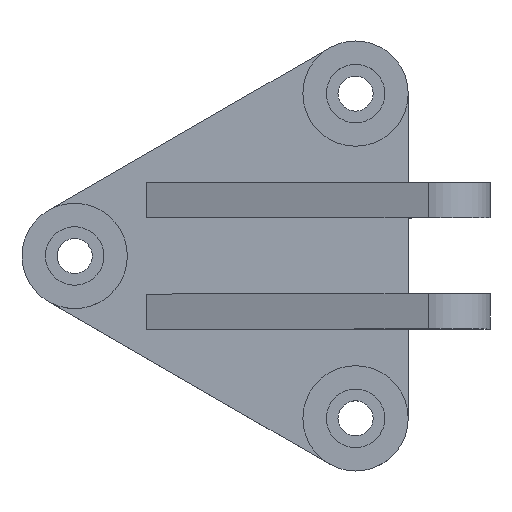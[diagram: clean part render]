
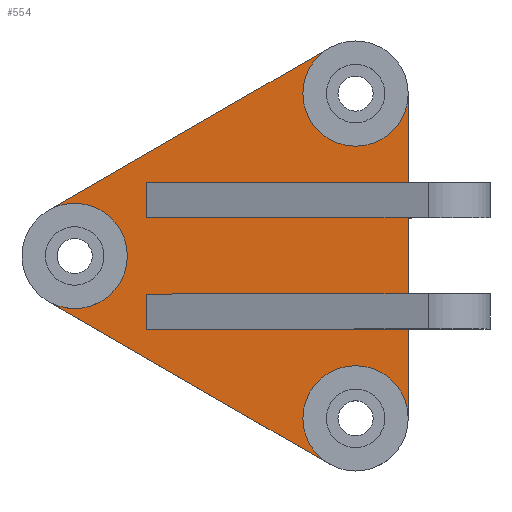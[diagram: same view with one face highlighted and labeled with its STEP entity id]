
A CAD part, top view. The second image highlights one B-rep face of the part: STEP entity #554.
In plain terms, the highlighted planar face has unit normal (0, 0, 1).
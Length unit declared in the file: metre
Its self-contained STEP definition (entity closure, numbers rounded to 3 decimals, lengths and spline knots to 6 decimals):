
#16=LINE('',#863,#56);
#18=LINE('',#867,#58);
#22=LINE('',#876,#62);
#23=LINE('',#879,#63);
#24=LINE('',#881,#64);
#25=LINE('',#883,#65);
#26=LINE('',#885,#66);
#27=LINE('',#888,#67);
#28=LINE('',#892,#68);
#29=LINE('',#895,#69);
#30=LINE('',#897,#70);
#56=VECTOR('',#689,1.);
#58=VECTOR('',#693,1.);
#62=VECTOR('',#699,1.);
#63=VECTOR('',#700,1.);
#64=VECTOR('',#701,1.);
#65=VECTOR('',#702,1.);
#66=VECTOR('',#703,1.);
#67=VECTOR('',#706,1.);
#68=VECTOR('',#709,1.);
#69=VECTOR('',#712,1.);
#70=VECTOR('',#713,1.);
#96=PLANE('',#609);
#129=ORIENTED_EDGE('',*,*,#271,.F.);
#130=ORIENTED_EDGE('',*,*,#272,.F.);
#131=ORIENTED_EDGE('',*,*,#273,.F.);
#132=ORIENTED_EDGE('',*,*,#274,.T.);
#133=ORIENTED_EDGE('',*,*,#275,.T.);
#134=ORIENTED_EDGE('',*,*,#267,.F.);
#135=ORIENTED_EDGE('',*,*,#276,.T.);
#136=ORIENTED_EDGE('',*,*,#277,.F.);
#137=ORIENTED_EDGE('',*,*,#278,.T.);
#138=ORIENTED_EDGE('',*,*,#279,.T.);
#139=ORIENTED_EDGE('',*,*,#280,.F.);
#140=ORIENTED_EDGE('',*,*,#265,.F.);
#141=ORIENTED_EDGE('',*,*,#281,.T.);
#142=ORIENTED_EDGE('',*,*,#282,.F.);
#265=EDGE_CURVE('',#336,#337,#16,.T.);
#267=EDGE_CURVE('',#338,#339,#18,.T.);
#271=EDGE_CURVE('',#342,#343,#22,.T.);
#272=EDGE_CURVE('',#344,#342,#23,.T.);
#273=EDGE_CURVE('',#345,#344,#24,.T.);
#274=EDGE_CURVE('',#345,#346,#25,.T.);
#275=EDGE_CURVE('',#346,#339,#26,.T.);
#276=EDGE_CURVE('',#338,#347,#387,.F.);
#277=EDGE_CURVE('',#348,#347,#27,.T.);
#278=EDGE_CURVE('',#348,#349,#388,.F.);
#279=EDGE_CURVE('',#349,#350,#28,.T.);
#280=EDGE_CURVE('',#337,#350,#389,.T.);
#281=EDGE_CURVE('',#336,#351,#29,.T.);
#282=EDGE_CURVE('',#343,#351,#30,.T.);
#336=VERTEX_POINT('',#862);
#337=VERTEX_POINT('',#864);
#338=VERTEX_POINT('',#868);
#339=VERTEX_POINT('',#869);
#342=VERTEX_POINT('',#877);
#343=VERTEX_POINT('',#878);
#344=VERTEX_POINT('',#880);
#345=VERTEX_POINT('',#882);
#346=VERTEX_POINT('',#884);
#347=VERTEX_POINT('',#887);
#348=VERTEX_POINT('',#889);
#349=VERTEX_POINT('',#891);
#350=VERTEX_POINT('',#893);
#351=VERTEX_POINT('',#896);
#387=CIRCLE('',#610,0.018);
#388=CIRCLE('',#611,0.018);
#389=CIRCLE('',#612,0.018);
#420=EDGE_LOOP('',(#129,#130,#131,#132,#133,#134,#135,#136,#137,#138,#139,
#140,#141,#142));
#482=FACE_BOUND('',#420,.T.);
#554=ADVANCED_FACE('',(#482),#96,.T.);
#609=AXIS2_PLACEMENT_3D('',#875,#697,#698);
#610=AXIS2_PLACEMENT_3D('',#886,#704,#705);
#611=AXIS2_PLACEMENT_3D('',#890,#707,#708);
#612=AXIS2_PLACEMENT_3D('',#894,#710,#711);
#689=DIRECTION('',(0.,-1.,0.));
#693=DIRECTION('',(0.,-1.,0.));
#697=DIRECTION('',(0.,0.,1.));
#698=DIRECTION('',(1.,0.,0.));
#699=DIRECTION('',(-1.,0.,0.));
#700=DIRECTION('',(0.,-1.,0.));
#701=DIRECTION('',(1.,0.,0.));
#702=DIRECTION('',(0.,1.,0.));
#703=DIRECTION('',(1.,0.,0.));
#704=DIRECTION('',(0.,0.,1.));
#705=DIRECTION('',(1.,0.,0.));
#706=DIRECTION('',(0.866,0.501,0.));
#707=DIRECTION('',(0.,0.,1.));
#708=DIRECTION('',(1.,0.,0.));
#709=DIRECTION('',(0.866,-0.501,0.));
#710=DIRECTION('',(0.,0.,1.));
#711=DIRECTION('',(1.,0.,0.));
#712=DIRECTION('',(-1.,0.,0.));
#713=DIRECTION('',(0.,-1.,0.));
#862=CARTESIAN_POINT('',(0.114,-0.025,0.012));
#863=CARTESIAN_POINT('',(0.114,-0.02775,0.012));
#864=CARTESIAN_POINT('',(0.114,-0.0555,0.012));
#867=CARTESIAN_POINT('',(0.114,-0.02775,0.012));
#868=CARTESIAN_POINT('',(0.114,0.0555,0.012));
#869=CARTESIAN_POINT('',(0.114,0.025,0.012));
#875=CARTESIAN_POINT('',(0.048,0.,0.012));
#876=CARTESIAN_POINT('',(0.048,-0.013,0.012));
#877=CARTESIAN_POINT('',(0.114,-0.013,0.012));
#878=CARTESIAN_POINT('',(0.024579,-0.013,0.012));
#879=CARTESIAN_POINT('',(0.114,-0.02775,0.012));
#880=CARTESIAN_POINT('',(0.114,0.013,0.012));
#881=CARTESIAN_POINT('',(0.048,0.013,0.012));
#882=CARTESIAN_POINT('',(0.024579,0.013,0.012));
#883=CARTESIAN_POINT('',(0.024579,0.,0.012));
#884=CARTESIAN_POINT('',(0.024579,0.025,0.012));
#885=CARTESIAN_POINT('',(0.048,0.025,0.012));
#886=CARTESIAN_POINT('',(0.096,0.0555,0.012));
#887=CARTESIAN_POINT('',(0.086991,0.071083,0.012));
#888=CARTESIAN_POINT('',(0.038991,0.043333,0.012));
#889=CARTESIAN_POINT('',(-0.009009,0.015583,0.012));
#890=CARTESIAN_POINT('',(0.,0.,0.012));
#891=CARTESIAN_POINT('',(-0.009009,-0.015583,0.012));
#892=CARTESIAN_POINT('',(0.038991,-0.043333,0.012));
#893=CARTESIAN_POINT('',(0.086991,-0.071083,0.012));
#894=CARTESIAN_POINT('',(0.096,-0.0555,0.012));
#895=CARTESIAN_POINT('',(0.048,-0.025,0.012));
#896=CARTESIAN_POINT('',(0.024579,-0.025,0.012));
#897=CARTESIAN_POINT('',(0.024579,0.,0.012));
